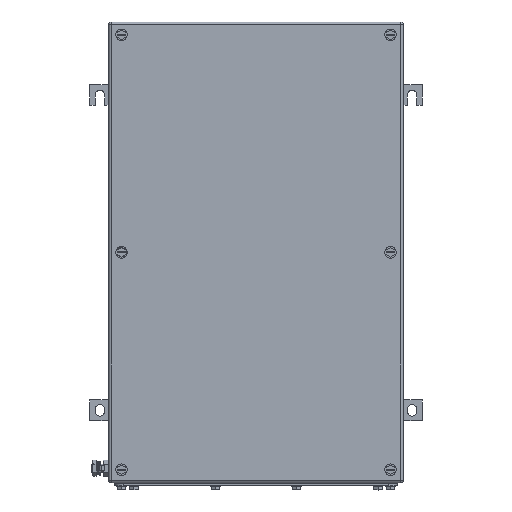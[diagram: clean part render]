
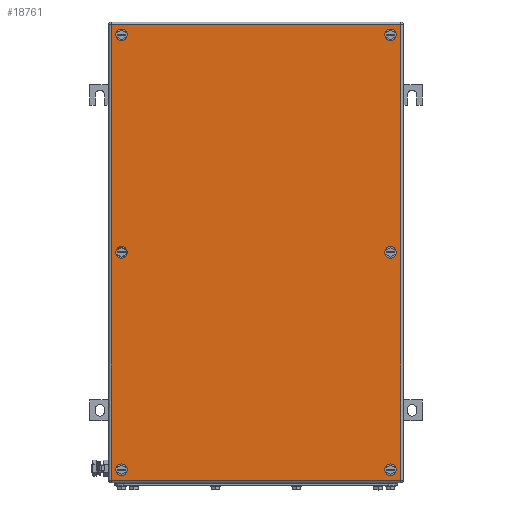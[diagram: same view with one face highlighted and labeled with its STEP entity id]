
A CAD part, top view. The second image highlights one B-rep face of the part: STEP entity #18761.
In plain terms, the highlighted planar face has unit normal (0, 0, 1).
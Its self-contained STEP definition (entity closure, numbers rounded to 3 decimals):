
#18599=AXIS2_PLACEMENT_3D('Circle Axis2P3D',#18597,#18598,$) ;
#18626=AXIS2_PLACEMENT_3D('Plane Axis2P3D',#18623,#18624,#18625) ;
#18664=AXIS2_PLACEMENT_3D('Circle Axis2P3D',#18662,#18663,$) ;
#18673=AXIS2_PLACEMENT_3D('Circle Axis2P3D',#18671,#18672,$) ;
#18682=AXIS2_PLACEMENT_3D('Circle Axis2P3D',#18680,#18681,$) ;
#18691=AXIS2_PLACEMENT_3D('Circle Axis2P3D',#18689,#18690,$) ;
#18700=AXIS2_PLACEMENT_3D('Circle Axis2P3D',#18698,#18699,$) ;
#18709=AXIS2_PLACEMENT_3D('Circle Axis2P3D',#18707,#18708,$) ;
#18718=AXIS2_PLACEMENT_3D('Circle Axis2P3D',#18716,#18717,$) ;
#18727=AXIS2_PLACEMENT_3D('Circle Axis2P3D',#18725,#18726,$) ;
#18736=AXIS2_PLACEMENT_3D('Circle Axis2P3D',#18734,#18735,$) ;
#18745=AXIS2_PLACEMENT_3D('Circle Axis2P3D',#18743,#18744,$) ;
#18754=AXIS2_PLACEMENT_3D('Circle Axis2P3D',#18752,#18753,$) ;
#18594=CARTESIAN_POINT('Vertex',(41.5,286.,203.5)) ;
#18597=CARTESIAN_POINT('Axis2P3D Location',(38.,286.,203.5)) ;
#18601=CARTESIAN_POINT('Vertex',(34.5,286.,203.5)) ;
#18623=CARTESIAN_POINT('Axis2P3D Location',(200.5,286.,203.5)) ;
#18628=CARTESIAN_POINT('Line Origine',(200.5,560.5,203.5)) ;
#18632=CARTESIAN_POINT('Vertex',(375.,560.5,203.5)) ;
#18634=CARTESIAN_POINT('Vertex',(26.,560.5,203.5)) ;
#18637=CARTESIAN_POINT('Line Origine',(26.,286.,203.5)) ;
#18641=CARTESIAN_POINT('Vertex',(26.,11.5,203.5)) ;
#18644=CARTESIAN_POINT('Line Origine',(200.5,11.5,203.5)) ;
#18648=CARTESIAN_POINT('Vertex',(375.,11.5,203.5)) ;
#18651=CARTESIAN_POINT('Line Origine',(375.,286.,203.5)) ;
#18662=CARTESIAN_POINT('Axis2P3D Location',(38.,286.,203.5)) ;
#18671=CARTESIAN_POINT('Axis2P3D Location',(363.,286.,203.5)) ;
#18675=CARTESIAN_POINT('Vertex',(366.5,286.,203.5)) ;
#18677=CARTESIAN_POINT('Vertex',(359.5,286.,203.5)) ;
#18680=CARTESIAN_POINT('Axis2P3D Location',(363.,286.,203.5)) ;
#18689=CARTESIAN_POINT('Axis2P3D Location',(38.,548.5,203.5)) ;
#18693=CARTESIAN_POINT('Vertex',(34.5,548.5,203.5)) ;
#18695=CARTESIAN_POINT('Vertex',(41.5,548.5,203.5)) ;
#18698=CARTESIAN_POINT('Axis2P3D Location',(38.,548.5,203.5)) ;
#18707=CARTESIAN_POINT('Axis2P3D Location',(38.,23.5,203.5)) ;
#18711=CARTESIAN_POINT('Vertex',(34.5,23.5,203.5)) ;
#18713=CARTESIAN_POINT('Vertex',(41.5,23.5,203.5)) ;
#18716=CARTESIAN_POINT('Axis2P3D Location',(38.,23.5,203.5)) ;
#18725=CARTESIAN_POINT('Axis2P3D Location',(363.,23.5,203.5)) ;
#18729=CARTESIAN_POINT('Vertex',(366.5,23.5,203.5)) ;
#18731=CARTESIAN_POINT('Vertex',(359.5,23.5,203.5)) ;
#18734=CARTESIAN_POINT('Axis2P3D Location',(363.,23.5,203.5)) ;
#18743=CARTESIAN_POINT('Axis2P3D Location',(363.,548.5,203.5)) ;
#18747=CARTESIAN_POINT('Vertex',(366.5,548.5,203.5)) ;
#18749=CARTESIAN_POINT('Vertex',(359.5,548.5,203.5)) ;
#18752=CARTESIAN_POINT('Axis2P3D Location',(363.,548.5,203.5)) ;
#18598=DIRECTION('Axis2P3D Direction',(0.,0.,1.)) ;
#18624=DIRECTION('Axis2P3D Direction',(0.,0.,1.)) ;
#18625=DIRECTION('Axis2P3D XDirection',(1.,0.,0.)) ;
#18629=DIRECTION('Vector Direction',(1.,0.,0.)) ;
#18638=DIRECTION('Vector Direction',(0.,-1.,0.)) ;
#18645=DIRECTION('Vector Direction',(1.,0.,0.)) ;
#18652=DIRECTION('Vector Direction',(0.,1.,0.)) ;
#18663=DIRECTION('Axis2P3D Direction',(0.,0.,1.)) ;
#18672=DIRECTION('Axis2P3D Direction',(0.,0.,1.)) ;
#18681=DIRECTION('Axis2P3D Direction',(0.,0.,1.)) ;
#18690=DIRECTION('Axis2P3D Direction',(0.,0.,1.)) ;
#18699=DIRECTION('Axis2P3D Direction',(0.,0.,1.)) ;
#18708=DIRECTION('Axis2P3D Direction',(0.,0.,1.)) ;
#18717=DIRECTION('Axis2P3D Direction',(0.,0.,1.)) ;
#18726=DIRECTION('Axis2P3D Direction',(0.,0.,1.)) ;
#18735=DIRECTION('Axis2P3D Direction',(0.,0.,1.)) ;
#18744=DIRECTION('Axis2P3D Direction',(0.,0.,1.)) ;
#18753=DIRECTION('Axis2P3D Direction',(0.,0.,1.)) ;
#18630=VECTOR('Line Direction',#18629,1.) ;
#18639=VECTOR('Line Direction',#18638,1.) ;
#18646=VECTOR('Line Direction',#18645,1.) ;
#18653=VECTOR('Line Direction',#18652,1.) ;
#18657=ORIENTED_EDGE('',*,*,#18636,.T.) ;
#18658=ORIENTED_EDGE('',*,*,#18643,.T.) ;
#18659=ORIENTED_EDGE('',*,*,#18650,.T.) ;
#18660=ORIENTED_EDGE('',*,*,#18655,.T.) ;
#18668=ORIENTED_EDGE('',*,*,#18666,.F.) ;
#18669=ORIENTED_EDGE('',*,*,#18603,.F.) ;
#18686=ORIENTED_EDGE('',*,*,#18679,.F.) ;
#18687=ORIENTED_EDGE('',*,*,#18684,.F.) ;
#18704=ORIENTED_EDGE('',*,*,#18697,.F.) ;
#18705=ORIENTED_EDGE('',*,*,#18702,.F.) ;
#18722=ORIENTED_EDGE('',*,*,#18715,.F.) ;
#18723=ORIENTED_EDGE('',*,*,#18720,.F.) ;
#18740=ORIENTED_EDGE('',*,*,#18733,.F.) ;
#18741=ORIENTED_EDGE('',*,*,#18738,.F.) ;
#18758=ORIENTED_EDGE('',*,*,#18751,.F.) ;
#18759=ORIENTED_EDGE('',*,*,#18756,.F.) ;
#18670=FACE_BOUND('',#18667,.T.) ;
#18688=FACE_BOUND('',#18685,.T.) ;
#18706=FACE_BOUND('',#18703,.T.) ;
#18724=FACE_BOUND('',#18721,.T.) ;
#18742=FACE_BOUND('',#18739,.T.) ;
#18760=FACE_BOUND('',#18757,.T.) ;
#18761=ADVANCED_FACE('ZUB_KTB_FS_553520_1GP.2\\ZUB_DE_KTB_FS.1\\DE_KTB_MH_PART_MASTER.1\\Koerper.2',(#18661,#18670,#18688,#18706,#18724,#18742,#18760),#18627,.T.) ;
#18600=CIRCLE('generated circle',#18599,3.5) ;
#18665=CIRCLE('generated circle',#18664,3.5) ;
#18674=CIRCLE('generated circle',#18673,3.5) ;
#18683=CIRCLE('generated circle',#18682,3.5) ;
#18692=CIRCLE('generated circle',#18691,3.5) ;
#18701=CIRCLE('generated circle',#18700,3.5) ;
#18710=CIRCLE('generated circle',#18709,3.5) ;
#18719=CIRCLE('generated circle',#18718,3.5) ;
#18728=CIRCLE('generated circle',#18727,3.5) ;
#18737=CIRCLE('generated circle',#18736,3.5) ;
#18746=CIRCLE('generated circle',#18745,3.5) ;
#18755=CIRCLE('generated circle',#18754,3.5) ;
#18603=EDGE_CURVE('',#18595,#18602,#18600,.T.) ;
#18636=EDGE_CURVE('',#18633,#18635,#18631,.F.) ;
#18643=EDGE_CURVE('',#18635,#18642,#18640,.T.) ;
#18650=EDGE_CURVE('',#18642,#18649,#18647,.T.) ;
#18655=EDGE_CURVE('',#18649,#18633,#18654,.T.) ;
#18666=EDGE_CURVE('',#18602,#18595,#18665,.T.) ;
#18679=EDGE_CURVE('',#18676,#18678,#18674,.T.) ;
#18684=EDGE_CURVE('',#18678,#18676,#18683,.T.) ;
#18697=EDGE_CURVE('',#18694,#18696,#18692,.T.) ;
#18702=EDGE_CURVE('',#18696,#18694,#18701,.T.) ;
#18715=EDGE_CURVE('',#18712,#18714,#18710,.T.) ;
#18720=EDGE_CURVE('',#18714,#18712,#18719,.T.) ;
#18733=EDGE_CURVE('',#18730,#18732,#18728,.T.) ;
#18738=EDGE_CURVE('',#18732,#18730,#18737,.T.) ;
#18751=EDGE_CURVE('',#18748,#18750,#18746,.T.) ;
#18756=EDGE_CURVE('',#18750,#18748,#18755,.T.) ;
#18656=EDGE_LOOP('',(#18657,#18658,#18659,#18660)) ;
#18667=EDGE_LOOP('',(#18668,#18669)) ;
#18685=EDGE_LOOP('',(#18686,#18687)) ;
#18703=EDGE_LOOP('',(#18704,#18705)) ;
#18721=EDGE_LOOP('',(#18722,#18723)) ;
#18739=EDGE_LOOP('',(#18740,#18741)) ;
#18757=EDGE_LOOP('',(#18758,#18759)) ;
#18661=FACE_OUTER_BOUND('',#18656,.T.) ;
#18631=LINE('Line',#18628,#18630) ;
#18640=LINE('Line',#18637,#18639) ;
#18647=LINE('Line',#18644,#18646) ;
#18654=LINE('Line',#18651,#18653) ;
#18627=PLANE('',#18626) ;
#18595=VERTEX_POINT('',#18594) ;
#18602=VERTEX_POINT('',#18601) ;
#18633=VERTEX_POINT('',#18632) ;
#18635=VERTEX_POINT('',#18634) ;
#18642=VERTEX_POINT('',#18641) ;
#18649=VERTEX_POINT('',#18648) ;
#18676=VERTEX_POINT('',#18675) ;
#18678=VERTEX_POINT('',#18677) ;
#18694=VERTEX_POINT('',#18693) ;
#18696=VERTEX_POINT('',#18695) ;
#18712=VERTEX_POINT('',#18711) ;
#18714=VERTEX_POINT('',#18713) ;
#18730=VERTEX_POINT('',#18729) ;
#18732=VERTEX_POINT('',#18731) ;
#18748=VERTEX_POINT('',#18747) ;
#18750=VERTEX_POINT('',#18749) ;
